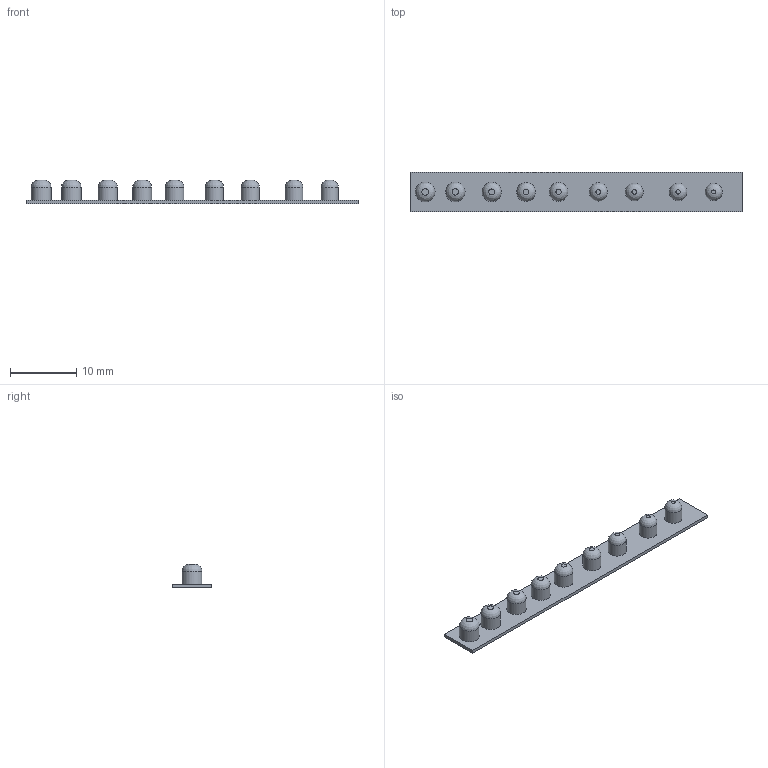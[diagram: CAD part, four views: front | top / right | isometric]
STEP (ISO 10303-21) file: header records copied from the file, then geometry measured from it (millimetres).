
FILE_DESCRIPTION(('FreeCAD Model'),'2;1');
FILE_NAME('Open CASCADE Shape Model','2025-08-01T14:23:25',('Author'),( ''),'Open CASCADE STEP processor 7.8','FreeCAD','Unknown');
FILE_SCHEMA(('AUTOMOTIVE_DESIGN { 1 0 10303 214 1 1 1 1 }'));
Length unit declared in the file: millimetre
Products named in the file (1): Body
Bounding box: 50 x 6 x 3.5 mm (x, y, z)
Volume: 302.3 mm3; surface area: 855.5 mm2
Topology: 1 solids, 1 shells, 33 faces, 57 edges, 35 vertices
Faces by surface type: plane 15, cylinder 9, revolution 9
Full cylindrical faces by diameter (mm): 2.6 x1, 2.65 x1, 2.7 x1, 2.75 x1, 2.8 x1, 2.85 x1, 2.9 x1, 2.95 x1, 3 x1
Entity records: 907 total; most frequent: CARTESIAN_POINT 216, DIRECTION 152, ORIENTED_EDGE 114, AXIS2_PLACEMENT_3D 61, EDGE_CURVE 57, FACE_BOUND 42, EDGE_LOOP 42, CIRCLE 36
